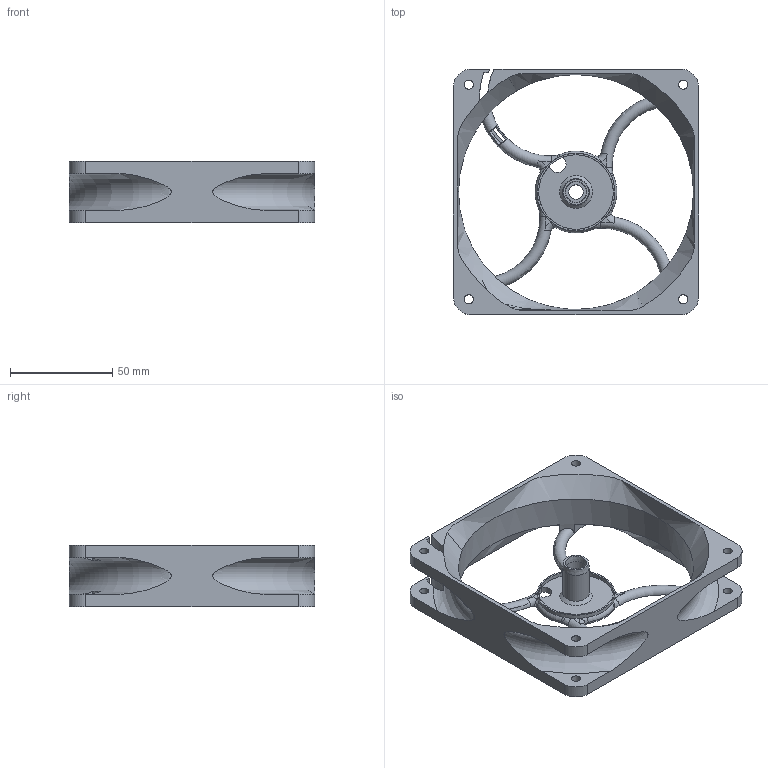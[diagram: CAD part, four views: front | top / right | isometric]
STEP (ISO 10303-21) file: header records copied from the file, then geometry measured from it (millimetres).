
FILE_DESCRIPTION(/* description */ (''),/* implementation_level */ '2;1');
FILE_NAME(/* name */ 'Ohisje Ventilatorja.ipt.step',/* time_stamp */ '2022-11-29T08:41:30+01:00',/* author */ ('diederichbenedict'),/* organization */ (''),/* preprocessor_version */ 'ST-DEVELOPER v18.1',/* originating_system */ 'Autodesk Inventor 2022',/* authorisation */ '');
FILE_SCHEMA (('AUTOMOTIVE_DESIGN { 1 0 10303 214 3 1 1 }'));
Length unit declared in the file: millimetre
Products named in the file (1): Ohisje Ventilatorja
Bounding box: 120 x 120 x 30 mm (x, y, z)
Volume: 69733.3 mm3; surface area: 41166.6 mm2
Topology: 1 solids, 1 shells, 134 faces, 369 edges, 233 vertices
Faces by surface type: cylinder 45, plane 40, bspline 27, torus 19, cone 3
Full cylindrical faces by diameter (mm): 4.5 x8, 7 x1, 10 x1, 13 x1, 36.5 x1, 38 x1, 115 x1
Entity records: 7715 total; most frequent: CARTESIAN_POINT 4292, ORIENTED_EDGE 738, DIRECTION 686, EDGE_CURVE 369, AXIS2_PLACEMENT_3D 280, VERTEX_POINT 233, EDGE_LOOP 160, CIRCLE 156
